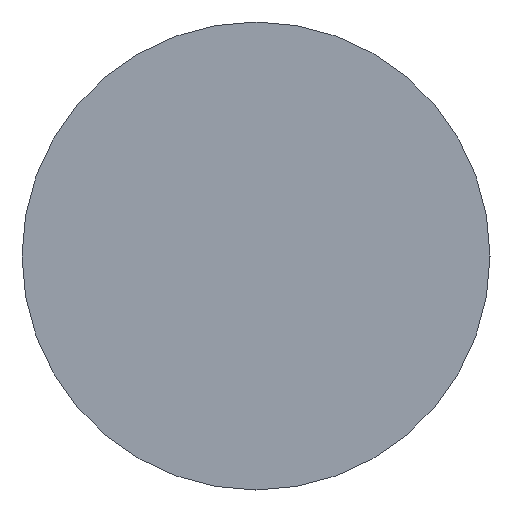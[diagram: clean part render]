
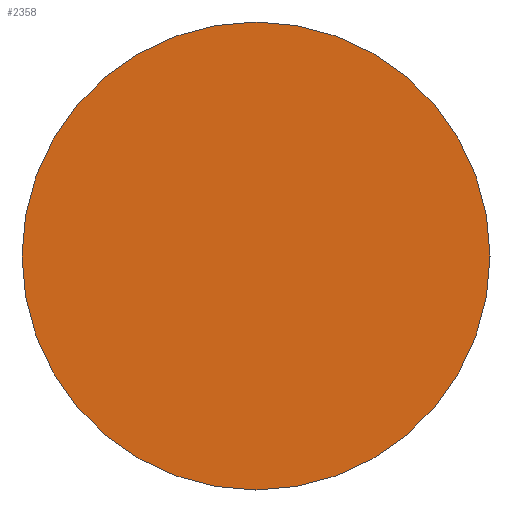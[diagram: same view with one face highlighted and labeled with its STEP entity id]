
A CAD part, left-side view. The second image highlights one B-rep face of the part: STEP entity #2358.
In plain terms, the highlighted planar face has unit normal (-1, 0, 0).
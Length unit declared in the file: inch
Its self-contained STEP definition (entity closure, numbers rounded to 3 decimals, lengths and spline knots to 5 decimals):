
#441 = CARTESIAN_POINT ( 'NONE',  ( 0., 0., 0. ) ) ;
#807 = ORIENTED_EDGE ( 'NONE', *, *, #3740, .T. ) ;
#852 = CARTESIAN_POINT ( 'NONE',  ( 0., 2.125, 0. ) ) ;
#970 = EDGE_CURVE ( 'NONE', #2361, #3910, #1888, .T. ) ;
#1138 = EDGE_LOOP ( 'NONE', ( #2147, #807 ) ) ;
#1457 = AXIS2_PLACEMENT_3D ( 'NONE', #441, #2016, #2564 ) ;
#1524 = DIRECTION ( 'NONE',  ( 1., 0., 0. ) ) ;
#1763 = AXIS2_PLACEMENT_3D ( 'NONE', #852, #1524, #2429 ) ;
#1765 = FACE_OUTER_BOUND ( 'NONE', #1138, .T. ) ;
#1888 = CIRCLE ( 'NONE', #3103, 2.125 ) ;
#2016 = DIRECTION ( 'NONE',  ( -1., 0., 0. ) ) ;
#2093 = CARTESIAN_POINT ( 'NONE',  ( 0., 0., 2.125 ) ) ;
#2147 = ORIENTED_EDGE ( 'NONE', *, *, #970, .T. ) ;
#2358 = ADVANCED_FACE ( 'NONE', ( #1765 ), #3571, .F. ) ;
#2361 = VERTEX_POINT ( 'NONE', #2093 ) ;
#2429 = DIRECTION ( 'NONE',  ( 0., 0., -1. ) ) ;
#2564 = DIRECTION ( 'NONE',  ( 0., 0., 1. ) ) ;
#2906 = CARTESIAN_POINT ( 'NONE',  ( 0., 0., 0. ) ) ;
#3103 = AXIS2_PLACEMENT_3D ( 'NONE', #2906, #3539, #3484 ) ;
#3359 = CARTESIAN_POINT ( 'NONE',  ( 0., 0., -2.125 ) ) ;
#3484 = DIRECTION ( 'NONE',  ( 0., 0., 1. ) ) ;
#3539 = DIRECTION ( 'NONE',  ( -1., 0., 0. ) ) ;
#3571 = PLANE ( 'NONE',  #1763 ) ;
#3740 = EDGE_CURVE ( 'NONE', #3910, #2361, #3937, .T. ) ;
#3910 = VERTEX_POINT ( 'NONE', #3359 ) ;
#3937 = CIRCLE ( 'NONE', #1457, 2.125 ) ;
